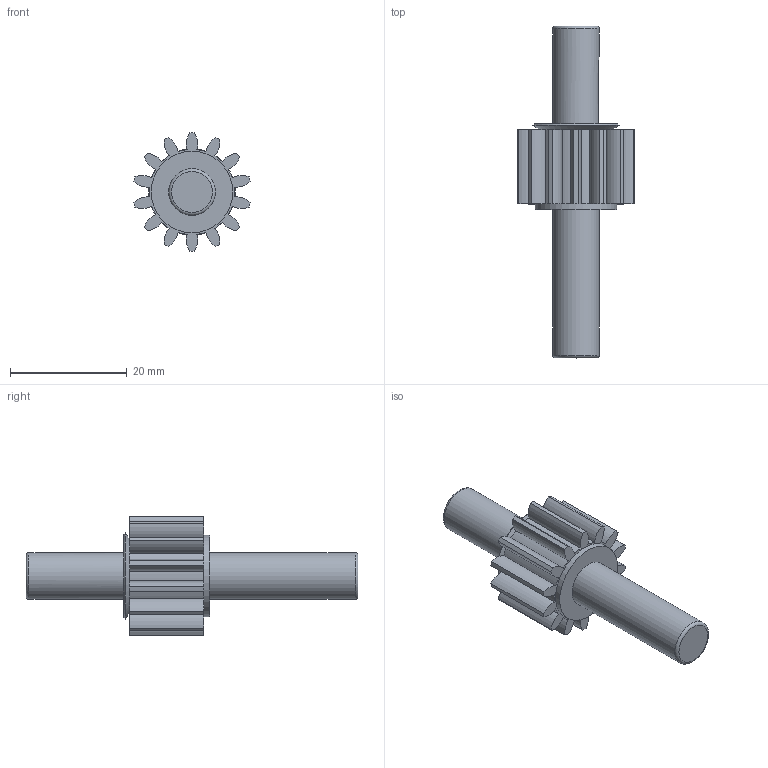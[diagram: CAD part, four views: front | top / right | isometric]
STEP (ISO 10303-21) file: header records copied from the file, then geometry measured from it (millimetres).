
FILE_DESCRIPTION(/* description */ (''),/* implementation_level */ '2;1');
FILE_NAME(/* name */ 'Turn_motor_Shaft_mk4i.stp',/* time_stamp */ '2023-05-13T12:15:48-05:00',/* author */ ('FIRSTMentor'),/* organization */ (''),/* preprocessor_version */ 'ST-DEVELOPER v19.2',/* originating_system */ 'Autodesk Inventor 2024',/* authorisation */ '');
FILE_SCHEMA (('AUTOMOTIVE_DESIGN { 1 0 10303 214 3 1 1 }'));
Length unit declared in the file: inch
Products named in the file (1): Turn_motor_Shaft_mk4i
Bounding box: 19.97 x 56.9 x 20.32 mm (x, y, z)
Volume: 5294.9 mm3; surface area: 3410.4 mm2
Topology: 1 solids, 1 shells, 142 faces, 441 edges, 293 vertices
Faces by surface type: cylinder 106, plane 29, cone 5, torus 2
Full cylindrical faces by diameter (mm): 8 x2, 14 x1
Entity records: 5886 total; most frequent: CARTESIAN_POINT 1817, ORIENTED_EDGE 886, DIRECTION 770, EDGE_CURVE 443, AXIS2_PLACEMENT_3D 306, VERTEX_POINT 293, CIRCLE 163, LINE 158
